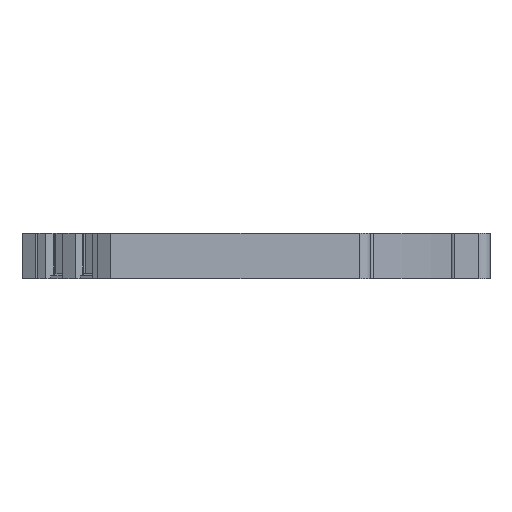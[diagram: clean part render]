
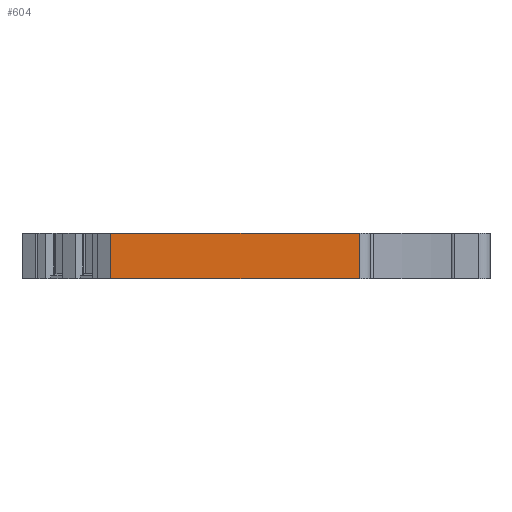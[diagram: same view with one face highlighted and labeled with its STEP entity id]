
A CAD part, left-side view. The second image highlights one B-rep face of the part: STEP entity #604.
In plain terms, the highlighted planar face has unit normal (-1, 0, 0).
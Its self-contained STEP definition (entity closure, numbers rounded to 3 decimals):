
#604=ADVANCED_FACE('',(#1124),#914,.T.);
#914=PLANE('',#6550);
#1124=FACE_OUTER_BOUND('',#1465,.T.);
#1465=EDGE_LOOP('',(#2471,#2472,#2473,#2474));
#2471=ORIENTED_EDGE('',*,*,#4427,.T.);
#2472=ORIENTED_EDGE('',*,*,#4607,.F.);
#2473=ORIENTED_EDGE('',*,*,#4246,.F.);
#2474=ORIENTED_EDGE('',*,*,#4672,.F.);
#3652=VERTEX_POINT('',#8743);
#3653=VERTEX_POINT('',#8745);
#3830=VERTEX_POINT('',#9107);
#3831=VERTEX_POINT('',#9109);
#4246=EDGE_CURVE('',#3652,#3653,#5125,.T.);
#4427=EDGE_CURVE('',#3831,#3830,#5251,.T.);
#4607=EDGE_CURVE('',#3653,#3830,#5358,.T.);
#4672=EDGE_CURVE('',#3831,#3652,#5419,.T.);
#5125=LINE('',#8744,#5736);
#5251=LINE('',#9108,#5862);
#5358=LINE('',#9496,#5969);
#5419=LINE('',#9625,#6030);
#5736=VECTOR('',#6980,1.);
#5862=VECTOR('',#7226,1.);
#5969=VECTOR('',#7543,1.);
#6030=VECTOR('',#7684,1.);
#6550=AXIS2_PLACEMENT_3D('',#9626,#7685,#7686);
#6980=DIRECTION('',(0.,1.,0.));
#7226=DIRECTION('',(0.,1.,0.));
#7543=DIRECTION('',(0.,0.,1.));
#7684=DIRECTION('',(0.,0.,-1.));
#7685=DIRECTION('',(-1.,0.,0.));
#7686=DIRECTION('',(0.,0.,1.));
#8743=CARTESIAN_POINT('',(-24.25,-10.5,-2.45));
#8744=CARTESIAN_POINT('',(-24.25,-10.5,-2.45));
#8745=CARTESIAN_POINT('',(-24.25,12.,-2.45));
#9107=CARTESIAN_POINT('',(-24.25,12.,1.65));
#9108=CARTESIAN_POINT('',(-24.25,-10.5,1.65));
#9109=CARTESIAN_POINT('',(-24.25,-10.5,1.65));
#9496=CARTESIAN_POINT('',(-24.25,12.,-2.45));
#9625=CARTESIAN_POINT('',(-24.25,-10.5,1.65));
#9626=CARTESIAN_POINT('',(-24.25,20.,-2.45));
